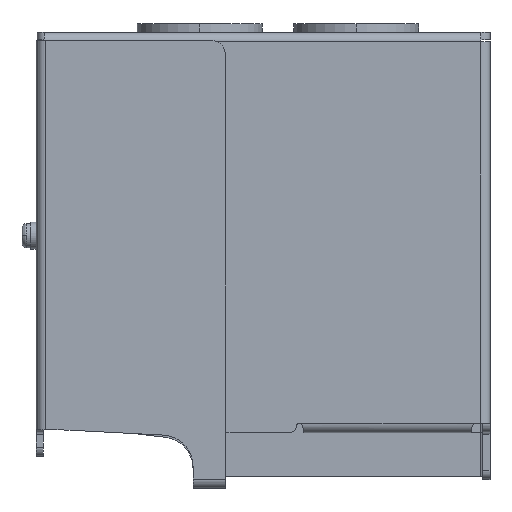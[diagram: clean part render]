
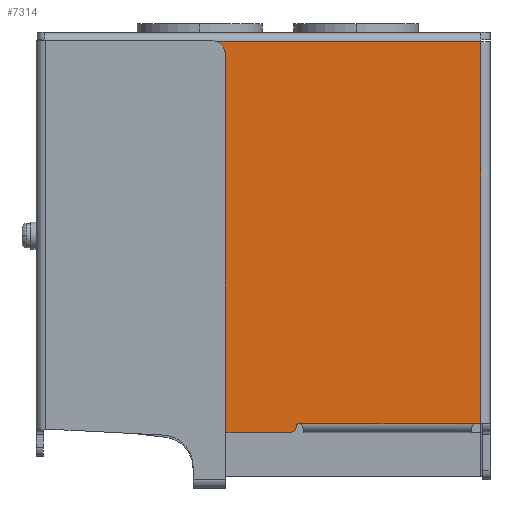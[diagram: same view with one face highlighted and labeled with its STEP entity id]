
A CAD part, left-side view. The second image highlights one B-rep face of the part: STEP entity #7314.
In plain terms, the highlighted planar face has unit normal (-1, 0, 0).
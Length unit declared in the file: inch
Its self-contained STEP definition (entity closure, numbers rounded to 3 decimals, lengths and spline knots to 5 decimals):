
#55 = VERTEX_POINT ( 'NONE', #2093 ) ;
#70 = LINE ( 'NONE', #3404, #3549 ) ;
#80 = CARTESIAN_POINT ( 'NONE',  ( -1.38002, 1.89299, 0. ) ) ;
#211 = VERTEX_POINT ( 'NONE', #10533 ) ;
#236 = ORIENTED_EDGE ( 'NONE', *, *, #821, .T. ) ;
#425 = DIRECTION ( 'NONE',  ( -1., 0., 0. ) ) ;
#480 = DIRECTION ( 'NONE',  ( 0., 0., 1. ) ) ;
#492 = VERTEX_POINT ( 'NONE', #14645 ) ;
#812 = DIRECTION ( 'NONE',  ( 0., 0., 1. ) ) ;
#821 = EDGE_CURVE ( 'NONE', #13432, #1175, #4220, .T. ) ;
#1025 = VECTOR ( 'NONE', #8731, 39.37008 ) ;
#1157 = DIRECTION ( 'NONE',  ( 0., 0., -1. ) ) ;
#1175 = VERTEX_POINT ( 'NONE', #4144 ) ;
#1450 = EDGE_CURVE ( 'NONE', #211, #5605, #4389, .T. ) ;
#1480 = DIRECTION ( 'NONE',  ( 1., 0., 0. ) ) ;
#1537 = EDGE_CURVE ( 'NONE', #5605, #55, #14531, .T. ) ;
#2013 = CARTESIAN_POINT ( 'NONE',  ( -1.38002, 1.89299, 0. ) ) ;
#2093 = CARTESIAN_POINT ( 'NONE',  ( -1.38002, -0.26877, -3.52756 ) ) ;
#2106 = CIRCLE ( 'NONE', #2994, 0.0315 ) ;
#2342 = VERTEX_POINT ( 'NONE', #13412 ) ;
#2380 = CIRCLE ( 'NONE', #4579, 0.08268 ) ;
#2413 = DIRECTION ( 'NONE',  ( -1., 0., 0. ) ) ;
#2528 = DIRECTION ( 'NONE',  ( 0., -1., 0. ) ) ;
#2732 = DIRECTION ( 'NONE',  ( 0., 0., 1. ) ) ;
#2798 = CARTESIAN_POINT ( 'NONE',  ( -1.38002, -0.26877, -3.4685 ) ) ;
#2869 = VERTEX_POINT ( 'NONE', #3839 ) ;
#2933 = DIRECTION ( 'NONE',  ( 1., 0., 0. ) ) ;
#2964 = EDGE_CURVE ( 'NONE', #14034, #492, #7165, .T. ) ;
#2994 = AXIS2_PLACEMENT_3D ( 'NONE', #3427, #5547, #11818 ) ;
#2996 = VECTOR ( 'NONE', #2528, 39.37008 ) ;
#3027 = ORIENTED_EDGE ( 'NONE', *, *, #6067, .T. ) ;
#3104 = ORIENTED_EDGE ( 'NONE', *, *, #10730, .F. ) ;
#3226 = CIRCLE ( 'NONE', #10647, 0.08268 ) ;
#3322 = ORIENTED_EDGE ( 'NONE', *, *, #11157, .T. ) ;
#3387 = VERTEX_POINT ( 'NONE', #9678 ) ;
#3404 = CARTESIAN_POINT ( 'NONE',  ( -1.38002, 1.72124, -2.94595 ) ) ;
#3427 = CARTESIAN_POINT ( 'NONE',  ( -1.38002, 1.81031, -1.11417 ) ) ;
#3496 = ORIENTED_EDGE ( 'NONE', *, *, #5597, .T. ) ;
#3549 = VECTOR ( 'NONE', #9370, 39.37008 ) ;
#3564 = CARTESIAN_POINT ( 'NONE',  ( -1.38002, -1.90622, -3.44488 ) ) ;
#3683 = AXIS2_PLACEMENT_3D ( 'NONE', #7477, #9964, #6232 ) ;
#3839 = CARTESIAN_POINT ( 'NONE',  ( -1.38002, 1.89299, -1. ) ) ;
#3944 = LINE ( 'NONE', #11342, #8399 ) ;
#4025 = ORIENTED_EDGE ( 'NONE', *, *, #5927, .T. ) ;
#4144 = CARTESIAN_POINT ( 'NONE',  ( -1.38002, 1.89299, -2.66543 ) ) ;
#4220 = LINE ( 'NONE', #5967, #14559 ) ;
#4389 = CIRCLE ( 'NONE', #3683, 0.3937 ) ;
#4498 = DIRECTION ( 'NONE',  ( 0., 0., -1. ) ) ;
#4568 = VECTOR ( 'NONE', #5202, 39.37008 ) ;
#4579 = AXIS2_PLACEMENT_3D ( 'NONE', #5841, #14093, #7025 ) ;
#5001 = FACE_OUTER_BOUND ( 'NONE', #8069, .T. ) ;
#5066 = VERTEX_POINT ( 'NONE', #8688 ) ;
#5074 = VERTEX_POINT ( 'NONE', #11131 ) ;
#5202 = DIRECTION ( 'NONE',  ( 0., -1., 0. ) ) ;
#5476 = VERTEX_POINT ( 'NONE', #13082 ) ;
#5547 = DIRECTION ( 'NONE',  ( 1., 0., 0. ) ) ;
#5597 = EDGE_CURVE ( 'NONE', #492, #6328, #10792, .T. ) ;
#5605 = VERTEX_POINT ( 'NONE', #13417 ) ;
#5841 = CARTESIAN_POINT ( 'NONE',  ( -1.38002, 1.81031, -1. ) ) ;
#5927 = EDGE_CURVE ( 'NONE', #5476, #2342, #8937, .T. ) ;
#5967 = CARTESIAN_POINT ( 'NONE',  ( -1.38002, 1.89299, 0. ) ) ;
#6005 = ORIENTED_EDGE ( 'NONE', *, *, #6845, .F. ) ;
#6067 = EDGE_CURVE ( 'NONE', #5066, #2869, #7822, .T. ) ;
#6232 = DIRECTION ( 'NONE',  ( 0., 0., -1. ) ) ;
#6328 = VERTEX_POINT ( 'NONE', #3564 ) ;
#6331 = EDGE_CURVE ( 'NONE', #12256, #211, #70, .T. ) ;
#6667 = DIRECTION ( 'NONE',  ( 0., 1., 0. ) ) ;
#6794 = EDGE_CURVE ( 'NONE', #6866, #5074, #2106, .T. ) ;
#6845 = EDGE_CURVE ( 'NONE', #5066, #2342, #7975, .T. ) ;
#6866 = VERTEX_POINT ( 'NONE', #12067 ) ;
#7025 = DIRECTION ( 'NONE',  ( 0., 0., 1. ) ) ;
#7144 = ORIENTED_EDGE ( 'NONE', *, *, #6331, .T. ) ;
#7165 = CIRCLE ( 'NONE', #7761, 0.0315 ) ;
#7299 = CARTESIAN_POINT ( 'NONE',  ( -1.38002, -1.95347, -0.08268 ) ) ;
#7314 = ADVANCED_FACE ( 'NONE', ( #5001 ), #15299, .T. ) ;
#7429 = CARTESIAN_POINT ( 'NONE',  ( -1.38002, 1.89299, -3.44488 ) ) ;
#7477 = CARTESIAN_POINT ( 'NONE',  ( -1.38002, 0.48728, -3.13386 ) ) ;
#7587 = AXIS2_PLACEMENT_3D ( 'NONE', #10992, #1480, #12191 ) ;
#7761 = AXIS2_PLACEMENT_3D ( 'NONE', #10154, #2933, #8910 ) ;
#7822 = LINE ( 'NONE', #2013, #8013 ) ;
#7866 = CARTESIAN_POINT ( 'NONE',  ( -1.38002, 1.89299, -2.57087 ) ) ;
#7975 = LINE ( 'NONE', #7299, #2996 ) ;
#8002 = AXIS2_PLACEMENT_3D ( 'NONE', #2798, #425, #480 ) ;
#8013 = VECTOR ( 'NONE', #13642, 39.37008 ) ;
#8069 = EDGE_LOOP ( 'NONE', ( #7144, #12307, #13234, #14310, #15159, #3496, #3104, #4025, #6005, #3027, #8355, #11747, #3322, #9066, #13682, #236, #15098 ) ) ;
#8105 = CIRCLE ( 'NONE', #8207, 0.31496 ) ;
#8207 = AXIS2_PLACEMENT_3D ( 'NONE', #8950, #14932, #812 ) ;
#8211 = CARTESIAN_POINT ( 'NONE',  ( -1.38002, -0.3276, -3.47364 ) ) ;
#8227 = DIRECTION ( 'NONE',  ( 0., 0., 1. ) ) ;
#8252 = DIRECTION ( 'NONE',  ( 0., 0., -1. ) ) ;
#8355 = ORIENTED_EDGE ( 'NONE', *, *, #9004, .T. ) ;
#8399 = VECTOR ( 'NONE', #6667, 39.37008 ) ;
#8688 = CARTESIAN_POINT ( 'NONE',  ( -1.38002, 1.89299, -0.08268 ) ) ;
#8731 = DIRECTION ( 'NONE',  ( 0., -1., 0. ) ) ;
#8910 = DIRECTION ( 'NONE',  ( 0., 0., -1. ) ) ;
#8937 = LINE ( 'NONE', #13389, #11160 ) ;
#8950 = CARTESIAN_POINT ( 'NONE',  ( -1.38002, 1.57803, -2.66543 ) ) ;
#9004 = EDGE_CURVE ( 'NONE', #2869, #6866, #2380, .T. ) ;
#9066 = ORIENTED_EDGE ( 'NONE', *, *, #11879, .T. ) ;
#9129 = LINE ( 'NONE', #11599, #9683 ) ;
#9370 = DIRECTION ( 'NONE',  ( 0., -0.891, -0.455 ) ) ;
#9678 = CARTESIAN_POINT ( 'NONE',  ( -1.38002, 1.81031, -2.4252 ) ) ;
#9683 = VECTOR ( 'NONE', #4498, 39.37008 ) ;
#9692 = CARTESIAN_POINT ( 'NONE',  ( -1.38002, 1.72124, -2.94595 ) ) ;
#9964 = DIRECTION ( 'NONE',  ( -1., 0., 0. ) ) ;
#10154 = CARTESIAN_POINT ( 'NONE',  ( -1.38002, -0.35898, -3.47638 ) ) ;
#10309 = EDGE_CURVE ( 'NONE', #10962, #13432, #3226, .T. ) ;
#10526 = CIRCLE ( 'NONE', #8002, 0.05906 ) ;
#10533 = CARTESIAN_POINT ( 'NONE',  ( -1.38002, 0.66629, -3.48451 ) ) ;
#10647 = AXIS2_PLACEMENT_3D ( 'NONE', #11931, #14333, #1157 ) ;
#10730 = EDGE_CURVE ( 'NONE', #5476, #6328, #3944, .T. ) ;
#10792 = LINE ( 'NONE', #7429, #1025 ) ;
#10962 = VERTEX_POINT ( 'NONE', #13128 ) ;
#10992 = CARTESIAN_POINT ( 'NONE',  ( -1.38002, 1.81031, -2.45669 ) ) ;
#11110 = AXIS2_PLACEMENT_3D ( 'NONE', #80, #2413, #8227 ) ;
#11131 = CARTESIAN_POINT ( 'NONE',  ( -1.38002, 1.81031, -1.14567 ) ) ;
#11157 = EDGE_CURVE ( 'NONE', #5074, #3387, #9129, .T. ) ;
#11160 = VECTOR ( 'NONE', #2732, 39.37008 ) ;
#11342 = CARTESIAN_POINT ( 'NONE',  ( -1.38002, -1.92985, -3.44488 ) ) ;
#11599 = CARTESIAN_POINT ( 'NONE',  ( -1.38002, 1.81031, 0. ) ) ;
#11709 = CIRCLE ( 'NONE', #7587, 0.0315 ) ;
#11747 = ORIENTED_EDGE ( 'NONE', *, *, #6794, .T. ) ;
#11818 = DIRECTION ( 'NONE',  ( 0., 0., -1. ) ) ;
#11879 = EDGE_CURVE ( 'NONE', #3387, #10962, #11709, .T. ) ;
#11931 = CARTESIAN_POINT ( 'NONE',  ( -1.38002, 1.81031, -2.57087 ) ) ;
#12067 = CARTESIAN_POINT ( 'NONE',  ( -1.38002, 1.81031, -1.08268 ) ) ;
#12191 = DIRECTION ( 'NONE',  ( 0., 0., 1. ) ) ;
#12256 = VERTEX_POINT ( 'NONE', #9692 ) ;
#12298 = CARTESIAN_POINT ( 'NONE',  ( -1.38002, 1.89299, -3.52756 ) ) ;
#12307 = ORIENTED_EDGE ( 'NONE', *, *, #1450, .T. ) ;
#12953 = EDGE_CURVE ( 'NONE', #55, #14034, #10526, .T. ) ;
#13082 = CARTESIAN_POINT ( 'NONE',  ( -1.38002, -1.95347, -3.44488 ) ) ;
#13128 = CARTESIAN_POINT ( 'NONE',  ( -1.38002, 1.81031, -2.48819 ) ) ;
#13234 = ORIENTED_EDGE ( 'NONE', *, *, #1537, .T. ) ;
#13389 = CARTESIAN_POINT ( 'NONE',  ( -1.38002, -1.95347, 0. ) ) ;
#13412 = CARTESIAN_POINT ( 'NONE',  ( -1.38002, -1.95347, -0.08268 ) ) ;
#13417 = CARTESIAN_POINT ( 'NONE',  ( -1.38002, 0.48728, -3.52756 ) ) ;
#13432 = VERTEX_POINT ( 'NONE', #7866 ) ;
#13642 = DIRECTION ( 'NONE',  ( 0., 0., -1. ) ) ;
#13645 = EDGE_CURVE ( 'NONE', #1175, #12256, #8105, .T. ) ;
#13682 = ORIENTED_EDGE ( 'NONE', *, *, #10309, .T. ) ;
#14034 = VERTEX_POINT ( 'NONE', #8211 ) ;
#14093 = DIRECTION ( 'NONE',  ( -1., 0., 0. ) ) ;
#14310 = ORIENTED_EDGE ( 'NONE', *, *, #12953, .T. ) ;
#14333 = DIRECTION ( 'NONE',  ( -1., 0., 0. ) ) ;
#14531 = LINE ( 'NONE', #12298, #4568 ) ;
#14559 = VECTOR ( 'NONE', #8252, 39.37008 ) ;
#14645 = CARTESIAN_POINT ( 'NONE',  ( -1.38002, -0.35898, -3.44488 ) ) ;
#14932 = DIRECTION ( 'NONE',  ( -1., 0., 0. ) ) ;
#15098 = ORIENTED_EDGE ( 'NONE', *, *, #13645, .T. ) ;
#15159 = ORIENTED_EDGE ( 'NONE', *, *, #2964, .T. ) ;
#15299 = PLANE ( 'NONE',  #11110 ) ;
